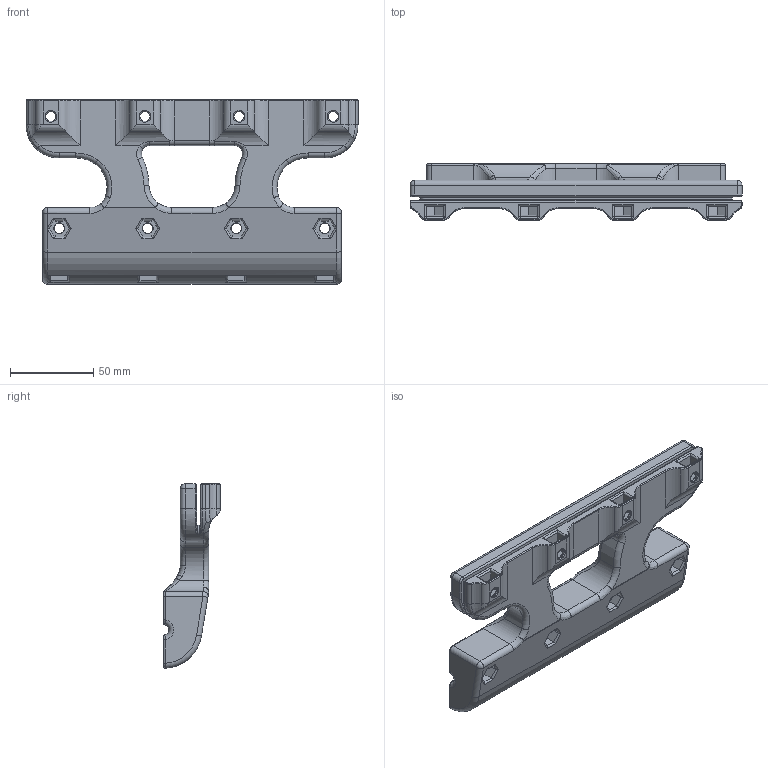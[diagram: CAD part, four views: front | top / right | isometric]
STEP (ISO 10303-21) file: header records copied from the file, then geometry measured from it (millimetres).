
FILE_DESCRIPTION(/* description */ ('Unknown'),/* implementation_level */ '2;1');
FILE_NAME(/* name */ 'Generativer entwurf',/* time_stamp */ '2022-12-05T22:34:19+01:00',/* author */ ('Unknown'),/* organization */ ('Unknown'),/* preprocessor_version */ 'ST-DEVELOPER v16.7',/* originating_system */ 'DEX',/* authorisation */ $);
FILE_SCHEMA (('AUTOMOTIVE_DESIGN {1 0 10303 214 3 1 1}'));
Length unit declared in the file: millimetre
Products named in the file (1): 00_Probe
Bounding box: 200 x 34.2 x 111.08 mm (x, y, z)
Volume: 299033.5 mm3; surface area: 68078 mm2
Topology: 1 solids, 1 shells, 750 faces, 1890 edges, 1139 vertices
Faces by surface type: cylinder 271, plane 253, torus 113, bspline 89, cone 16, sphere 8
Full cylindrical faces by diameter (mm): 6.1 x20, 10.5 x4
Entity records: 26106 total; most frequent: CARTESIAN_POINT 8955, ORIENTED_EDGE 3570, DIRECTION 3499, EDGE_CURVE 1785, AXIS2_PLACEMENT_3D 1298, VERTEX_POINT 1108, LINE 903, VECTOR 903
